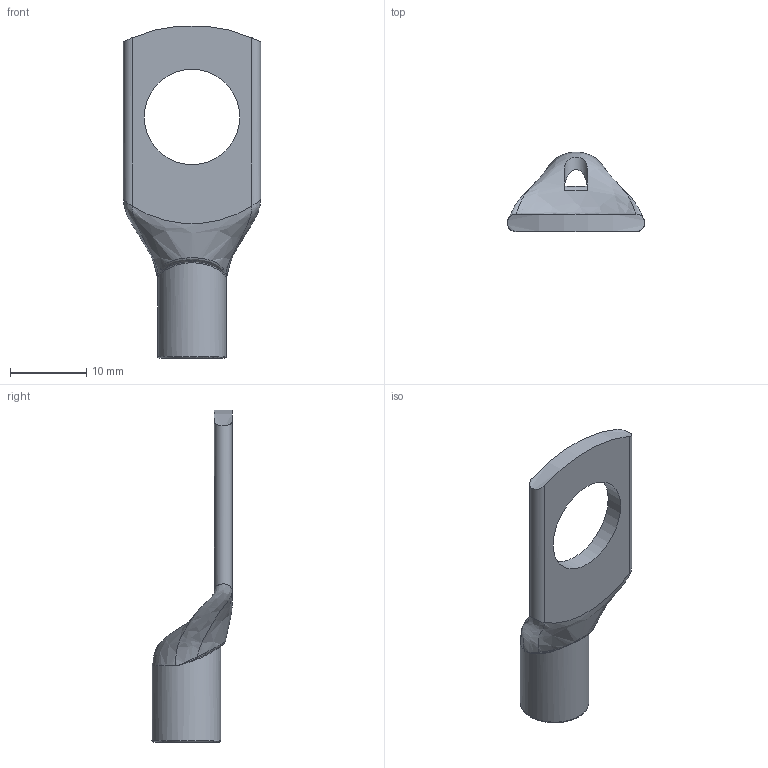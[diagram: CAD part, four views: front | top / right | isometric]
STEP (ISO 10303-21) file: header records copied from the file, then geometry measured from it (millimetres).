
FILE_DESCRIPTION((''),'2;1');
FILE_NAME('PK16-12.stp','2016-02-12T07:49:16',(''),(''),'Autodesk Inventor 2010','Autodesk Inventor 2010','');
FILE_SCHEMA(('AUTOMOTIVE_DESIGN { 1 0 10303 214 1 1 1 1 }'));
Length unit declared in the file: millimetre
Products named in the file (1): PK16-12
Bounding box: 18 x 10.5 x 43.56 mm (x, y, z)
Volume: 1438 mm3; surface area: 1773.1 mm2
Topology: 1 solids, 1 shells, 172 faces, 469 edges, 309 vertices
Faces by surface type: plane 81, bspline 53, cylinder 36, torus 1, cone 1
Full cylindrical faces by diameter (mm): 6 x1, 9 x1, 12.5 x1
Entity records: 6685 total; most frequent: CARTESIAN_POINT 2633, ORIENTED_EDGE 920, DIRECTION 678, EDGE_CURVE 460, VERTEX_POINT 307, VECTOR 256, LINE 256, AXIS2_PLACEMENT_3D 211
